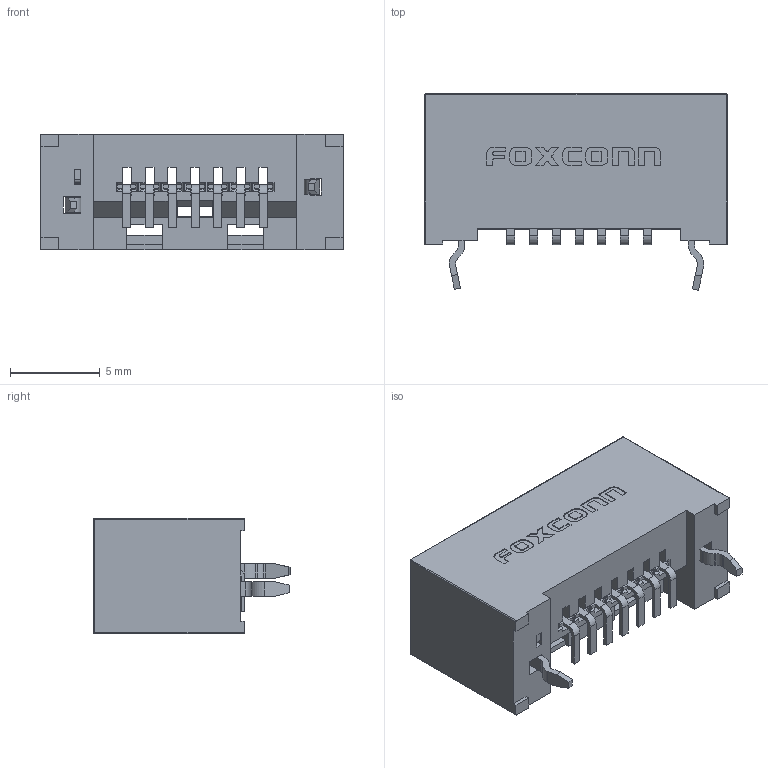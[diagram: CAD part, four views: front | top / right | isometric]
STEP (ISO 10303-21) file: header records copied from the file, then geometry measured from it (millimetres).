
FILE_DESCRIPTION (( 'STEP AP214' ), '1' );
FILE_NAME ('ld1507-s52_asm.STEP', '2016-03-13T09:25:12', ( '' ), ( '' ), 'SwSTEP 2.0', 'SolidWorks 2016', '' );
FILE_SCHEMA (( 'AUTOMOTIVE_DESIGN' ));
Length unit declared in the file: millimetre
Products named in the file (1): ld1507-s52_asm
Bounding box: 16.88 x 10.97 x 6.45 mm (x, y, z)
Volume: 484.7 mm3; surface area: 1230 mm2
Topology: 10 solids, 10 shells, 747 faces, 2100 edges, 1368 vertices
Faces by surface type: plane 568, cylinder 165, bspline 10, sphere 4
Entity records: 32494 total; most frequent: CARTESIAN_POINT 4676, ORIENTED_EDGE 4192, DIRECTION 3876, EDGE_CURVE 2096, LINE 1740, VECTOR 1740, VERTEX_POINT 1368, AXIS2_PLACEMENT_3D 1068
